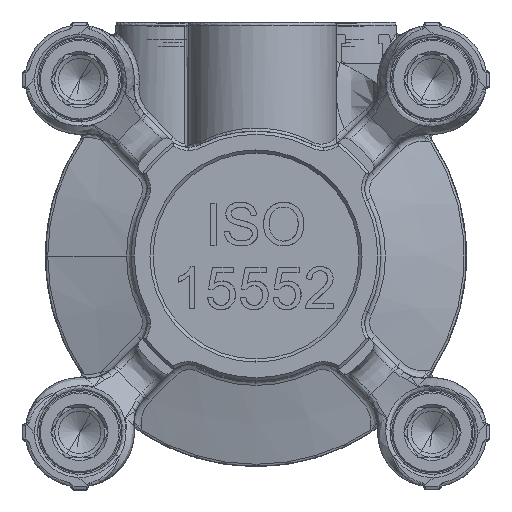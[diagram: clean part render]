
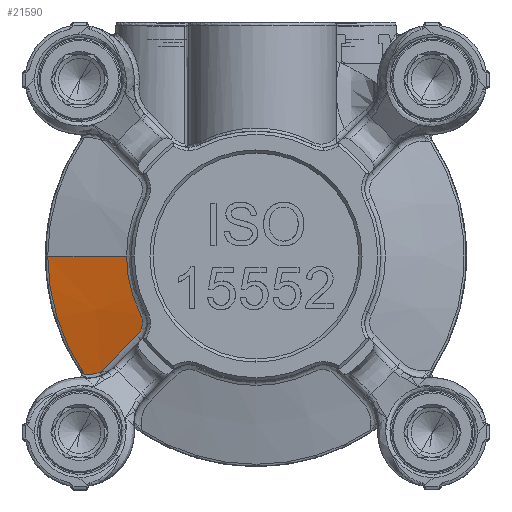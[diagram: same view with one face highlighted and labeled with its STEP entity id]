
A CAD part, front view. The second image highlights one B-rep face of the part: STEP entity #21590.
In plain terms, the highlighted conical face has half-angle 75 degrees and reference radius 33.379 mm.
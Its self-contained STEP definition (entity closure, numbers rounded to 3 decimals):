
#626 = CARTESIAN_POINT ( 'NONE',  ( -18.469, 25.097, -11.916 ) ) ;
#1253 = CARTESIAN_POINT ( 'NONE',  ( -18.201, 24.857, -10.642 ) ) ;
#1368 = CARTESIAN_POINT ( 'NONE',  ( -24.928, 27.545, -18.616 ) ) ;
#4801 = CONICAL_SURFACE ( 'NONE', #20791, 33.379, 1.309 ) ;
#4963 = CARTESIAN_POINT ( 'NONE',  ( -18.203, 24.847, -10.564 ) ) ;
#9959 = DIRECTION ( 'NONE',  ( 0., 0., 1. ) ) ;
#10410 = CARTESIAN_POINT ( 'NONE',  ( -18.515, 24.766, -9.349 ) ) ;
#10644 = CARTESIAN_POINT ( 'NONE',  ( -18.219, 24.915, -11.03 ) ) ;
#10854 = CARTESIAN_POINT ( 'NONE',  ( -22.695, 26.708, -16.388 ) ) ;
#11365 = CARTESIAN_POINT ( 'NONE',  ( -26.936, 28.038, -18.983 ) ) ;
#11903 = CARTESIAN_POINT ( 'NONE',  ( -18.408, 25.063, -11.774 ) ) ;
#14926 = CARTESIAN_POINT ( 'NONE',  ( -19.088, 25.365, -12.795 ) ) ;
#14954 = CARTESIAN_POINT ( 'NONE',  ( -18.372, 24.766, -9.632 ) ) ;
#19424 = CARTESIAN_POINT ( 'NONE',  ( -19.088, 25.365, -12.795 ) ) ;
#20066 = CARTESIAN_POINT ( 'NONE',  ( -18.739, 25.226, -12.381 ) ) ;
#20791 = AXIS2_PLACEMENT_3D ( 'NONE', #54829, #93053, #23666 ) ;
#20796 = LINE ( 'NONE', #49651, #118380 ) ;
#21270 = CARTESIAN_POINT ( 'NONE',  ( -18.561, 25.143, -12.091 ) ) ;
#21379 = CARTESIAN_POINT ( 'NONE',  ( -27.144, 28.082, -18.978 ) ) ;
#21590 = ADVANCED_FACE ( 'NONE', ( #112474 ), #4801, .T. ) ;
#23666 = DIRECTION ( 'NONE',  ( -1., 0., 0. ) ) ;
#25959 = CARTESIAN_POINT ( 'NONE',  ( -20.741, 24.766, 0. ) ) ;
#28415 = CARTESIAN_POINT ( 'NONE',  ( -19.088, 25.365, -12.795 ) ) ;
#29009 = CARTESIAN_POINT ( 'NONE',  ( 0., 28.152, 0. ) ) ;
#30685 = CARTESIAN_POINT ( 'NONE',  ( -18.976, 25.324, -12.683 ) ) ;
#34454 = B_SPLINE_CURVE_WITH_KNOTS ( 'NONE', 3,
 ( #98496, #21379, #11365, #79038, #116086, #40216, #48996, #96043, #38966, #1368 ),
 .UNSPECIFIED., .F., .F.,
 ( 4, 2, 2, 2, 4 ),
 ( 0., 0.25, 0.375, 0.5, 1. ),
 .UNSPECIFIED. ) ;
#36832 = CARTESIAN_POINT ( 'NONE',  ( -27.478, 28.152, -18.95 ) ) ;
#36950 = CARTESIAN_POINT ( 'NONE',  ( -27.353, 28.126, -18.96 ) ) ;
#38852 = CARTESIAN_POINT ( 'NONE',  ( -18.334, 25.015, -11.556 ) ) ;
#38966 = CARTESIAN_POINT ( 'NONE',  ( -25.308, 27.649, -18.762 ) ) ;
#38995 = ORIENTED_EDGE ( 'NONE', *, *, #106034, .T. ) ;
#40216 = CARTESIAN_POINT ( 'NONE',  ( -26.32, 27.898, -18.951 ) ) ;
#40622 = VERTEX_POINT ( 'NONE', #36832 ) ;
#43718 = CIRCLE ( 'NONE', #77983, 33.379 ) ;
#46328 = DIRECTION ( 'NONE',  ( 0., 1., 0. ) ) ;
#46451 = EDGE_CURVE ( 'NONE', #79009, #53986, #34454, .T. ) ;
#46455 = CARTESIAN_POINT ( 'NONE',  ( -27.395, 28.135, -18.957 ) ) ;
#48481 = CARTESIAN_POINT ( 'NONE',  ( -20.748, 25.981, -14.448 ) ) ;
#48530 = B_SPLINE_CURVE_WITH_KNOTS ( 'NONE', 3,
 ( #19424, #30685, #105951, #20066, #68896, #86504, #107173, #21270, #626, #11903, #38852, #77061, #96524, #50141, #75837, #10644, #48886, #1253, #4963, #108421, #52005, #62567, #14954, #61989 ),
 .UNSPECIFIED., .F., .F.,
 ( 4, 2, 1, 2, 2, 2, 1, 2, 2, 2, 2, 2, 4 ),
 ( 0., 0.125, 0.188, 0.219, 0.25, 0.375, 0.438, 0.469, 0.5, 0.625, 0.688, 0.75, 1. ),
 .UNSPECIFIED. ) ;
#48886 = CARTESIAN_POINT ( 'NONE',  ( -18.204, 24.89, -10.875 ) ) ;
#48996 = CARTESIAN_POINT ( 'NONE',  ( -26.221, 27.875, -18.939 ) ) ;
#49651 = CARTESIAN_POINT ( 'NONE',  ( -33.379, 28.152, 0. ) ) ;
#50141 = CARTESIAN_POINT ( 'NONE',  ( -18.26, 24.956, -11.26 ) ) ;
#52005 = CARTESIAN_POINT ( 'NONE',  ( -18.221, 24.821, -10.332 ) ) ;
#53668 = EDGE_CURVE ( 'NONE', #61969, #100609, #97718, .T. ) ;
#53986 = VERTEX_POINT ( 'NONE', #110170 ) ;
#54829 = CARTESIAN_POINT ( 'NONE',  ( 0., 28.152, 0. ) ) ;
#56473 = CARTESIAN_POINT ( 'NONE',  ( -27.478, 28.152, -18.95 ) ) ;
#58170 = ORIENTED_EDGE ( 'NONE', *, *, #72526, .T. ) ;
#61969 = VERTEX_POINT ( 'NONE', #10410 ) ;
#61989 = CARTESIAN_POINT ( 'NONE',  ( -18.515, 24.766, -9.349 ) ) ;
#62567 = CARTESIAN_POINT ( 'NONE',  ( -18.279, 24.781, -9.931 ) ) ;
#62826 = EDGE_CURVE ( 'NONE', #100609, #80101, #20796, .T. ) ;
#64118 = EDGE_CURVE ( 'NONE', #106525, #61969, #48530, .T. ) ;
#68896 = CARTESIAN_POINT ( 'NONE',  ( -18.675, 25.198, -12.286 ) ) ;
#70631 = ORIENTED_EDGE ( 'NONE', *, *, #64118, .T. ) ;
#70725 = B_SPLINE_CURVE_WITH_KNOTS ( 'NONE', 3,
 ( #56473, #74036, #46455, #102872 ),
 .UNSPECIFIED., .F., .F.,
 ( 4, 4 ),
 ( 0., 1. ),
 .UNSPECIFIED. ) ;
#72526 = EDGE_CURVE ( 'NONE', #40622, #79009, #70725, .T. ) ;
#74036 = CARTESIAN_POINT ( 'NONE',  ( -27.437, 28.143, -18.954 ) ) ;
#74151 = ORIENTED_EDGE ( 'NONE', *, *, #53668, .T. ) ;
#75400 = CARTESIAN_POINT ( 'NONE',  ( -24.928, 27.545, -18.616 ) ) ;
#75837 = CARTESIAN_POINT ( 'NONE',  ( -18.253, 24.949, -11.224 ) ) ;
#76582 = DIRECTION ( 'NONE',  ( -0.966, 0.259, 0. ) ) ;
#77061 = CARTESIAN_POINT ( 'NONE',  ( -18.302, 24.992, -11.446 ) ) ;
#77983 = AXIS2_PLACEMENT_3D ( 'NONE', #29009, #113649, #85439 ) ;
#79009 = VERTEX_POINT ( 'NONE', #36950 ) ;
#79038 = CARTESIAN_POINT ( 'NONE',  ( -26.627, 27.969, -18.974 ) ) ;
#80101 = VERTEX_POINT ( 'NONE', #112983 ) ;
#80567 = ORIENTED_EDGE ( 'NONE', *, *, #97507, .F. ) ;
#85439 = DIRECTION ( 'NONE',  ( 0., 0., -1. ) ) ;
#85671 = ORIENTED_EDGE ( 'NONE', *, *, #62826, .T. ) ;
#86504 = CARTESIAN_POINT ( 'NONE',  ( -18.616, 25.17, -12.189 ) ) ;
#93053 = DIRECTION ( 'NONE',  ( 0., 1., 0. ) ) ;
#93684 = AXIS2_PLACEMENT_3D ( 'NONE', #122776, #46328, #9959 ) ;
#96043 = CARTESIAN_POINT ( 'NONE',  ( -25.705, 27.751, -18.866 ) ) ;
#96524 = CARTESIAN_POINT ( 'NONE',  ( -18.275, 24.97, -11.335 ) ) ;
#97507 = EDGE_CURVE ( 'NONE', #40622, #80101, #43718, .T. ) ;
#97718 = CIRCLE ( 'NONE', #93684, 20.741 ) ;
#98496 = CARTESIAN_POINT ( 'NONE',  ( -27.353, 28.126, -18.96 ) ) ;
#100609 = VERTEX_POINT ( 'NONE', #25959 ) ;
#102750 = B_SPLINE_CURVE_WITH_KNOTS ( 'NONE', 3,
 ( #75400, #10854, #48481, #28415 ),
 .UNSPECIFIED., .F., .F.,
 ( 4, 4 ),
 ( 0., 1. ),
 .UNSPECIFIED. ) ;
#102872 = CARTESIAN_POINT ( 'NONE',  ( -27.353, 28.126, -18.96 ) ) ;
#105951 = CARTESIAN_POINT ( 'NONE',  ( -18.875, 25.284, -12.566 ) ) ;
#106034 = EDGE_CURVE ( 'NONE', #53986, #106525, #102750, .T. ) ;
#106525 = VERTEX_POINT ( 'NONE', #14926 ) ;
#107173 = CARTESIAN_POINT ( 'NONE',  ( -18.579, 25.152, -12.123 ) ) ;
#108421 = CARTESIAN_POINT ( 'NONE',  ( -18.213, 24.829, -10.408 ) ) ;
#110170 = CARTESIAN_POINT ( 'NONE',  ( -24.928, 27.545, -18.616 ) ) ;
#112474 = FACE_OUTER_BOUND ( 'NONE', #115088, .T. ) ;
#112983 = CARTESIAN_POINT ( 'NONE',  ( -33.379, 28.152, 0. ) ) ;
#113649 = DIRECTION ( 'NONE',  ( 0., 1., 0. ) ) ;
#115088 = EDGE_LOOP ( 'NONE', ( #74151, #85671, #80567, #58170, #121503, #38995, #70631 ) ) ;
#116086 = CARTESIAN_POINT ( 'NONE',  ( -26.525, 27.946, -18.968 ) ) ;
#118380 = VECTOR ( 'NONE', #76582, 1000. ) ;
#121503 = ORIENTED_EDGE ( 'NONE', *, *, #46451, .T. ) ;
#122776 = CARTESIAN_POINT ( 'NONE',  ( 0., 24.766, 0. ) ) ;
